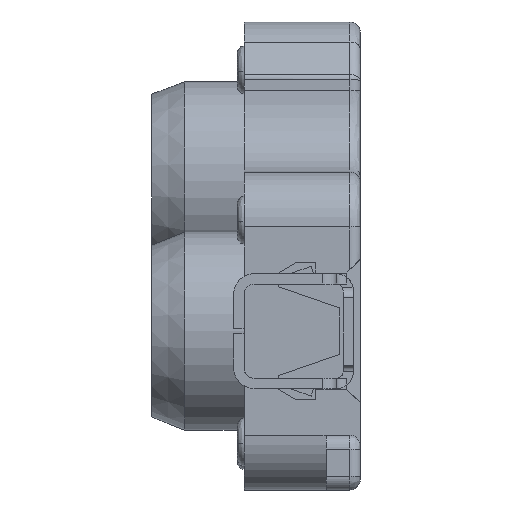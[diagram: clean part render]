
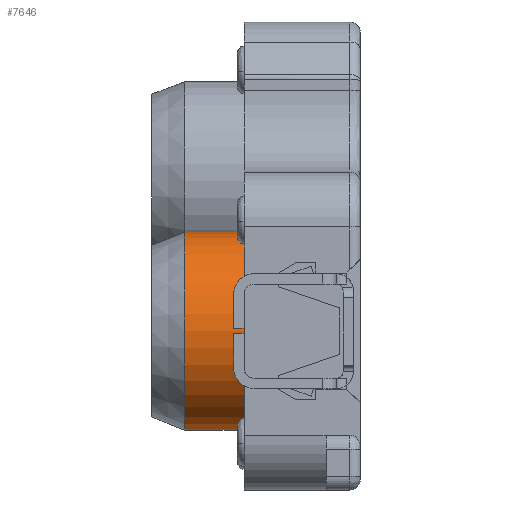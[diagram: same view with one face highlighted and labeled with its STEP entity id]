
A CAD part, front view. The second image highlights one B-rep face of the part: STEP entity #7646.
In plain terms, the highlighted cylindrical face has radius 1.45 mm (diameter 2.9 mm), a partial arc.
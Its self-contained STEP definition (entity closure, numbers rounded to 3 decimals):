
#118 = DIRECTION ( 'NONE',  ( -1., 0., 0. ) ) ;
#656 = ORIENTED_EDGE ( 'NONE', *, *, #13294, .F. ) ;
#706 = CARTESIAN_POINT ( 'NONE',  ( 1.1, 8.625, -0.225 ) ) ;
#784 = CARTESIAN_POINT ( 'NONE',  ( 1.965, 8.625, -1.675 ) ) ;
#1205 = CIRCLE ( 'NONE', #13254, 1.45 ) ;
#1220 = CYLINDRICAL_SURFACE ( 'NONE', #12730, 1.45 ) ;
#1753 = CARTESIAN_POINT ( 'NONE',  ( 1.965, 8.625, -0.225 ) ) ;
#1906 = VERTEX_POINT ( 'NONE', #1753 ) ;
#2484 = VERTEX_POINT ( 'NONE', #12680 ) ;
#2513 = DIRECTION ( 'NONE',  ( 1., 0., 0. ) ) ;
#2945 = DIRECTION ( 'NONE',  ( 0., 0., -1. ) ) ;
#2991 = DIRECTION ( 'NONE',  ( 1., 0., 0. ) ) ;
#3922 = VECTOR ( 'NONE', #2513, 1000. ) ;
#4029 = CARTESIAN_POINT ( 'NONE',  ( 1., 8.625, -1.675 ) ) ;
#4629 = LINE ( 'NONE', #9925, #3922 ) ;
#4701 = VERTEX_POINT ( 'NONE', #13527 ) ;
#4995 = ORIENTED_EDGE ( 'NONE', *, *, #7192, .T. ) ;
#6076 = DIRECTION ( 'NONE',  ( 0., 0., -1. ) ) ;
#6717 = CARTESIAN_POINT ( 'NONE',  ( 1., 8.625, -3.125 ) ) ;
#6747 = EDGE_CURVE ( 'NONE', #4701, #2484, #12129, .T. ) ;
#6794 = ORIENTED_EDGE ( 'NONE', *, *, #6747, .F. ) ;
#6848 = DIRECTION ( 'NONE',  ( 1., 0., 0. ) ) ;
#7192 = EDGE_CURVE ( 'NONE', #10334, #1906, #4629, .T. ) ;
#7646 = ADVANCED_FACE ( 'NONE', ( #9717 ), #1220, .T. ) ;
#8740 = CIRCLE ( 'NONE', #9484, 1.45 ) ;
#8921 = DIRECTION ( 'NONE',  ( 0., 0., -1. ) ) ;
#9198 = ORIENTED_EDGE ( 'NONE', *, *, #11666, .T. ) ;
#9484 = AXIS2_PLACEMENT_3D ( 'NONE', #784, #10541, #6076 ) ;
#9717 = FACE_OUTER_BOUND ( 'NONE', #13803, .T. ) ;
#9925 = CARTESIAN_POINT ( 'NONE',  ( 1., 8.625, -0.225 ) ) ;
#10334 = VERTEX_POINT ( 'NONE', #706 ) ;
#10541 = DIRECTION ( 'NONE',  ( -1., 0., 0. ) ) ;
#11666 = EDGE_CURVE ( 'NONE', #1906, #2484, #8740, .T. ) ;
#11961 = VECTOR ( 'NONE', #6848, 1000. ) ;
#12129 = LINE ( 'NONE', #6717, #11961 ) ;
#12680 = CARTESIAN_POINT ( 'NONE',  ( 1.965, 8.625, -3.125 ) ) ;
#12730 = AXIS2_PLACEMENT_3D ( 'NONE', #4029, #2991, #2945 ) ;
#13070 = CARTESIAN_POINT ( 'NONE',  ( 1.1, 8.625, -1.675 ) ) ;
#13254 = AXIS2_PLACEMENT_3D ( 'NONE', #13070, #118, #8921 ) ;
#13294 = EDGE_CURVE ( 'NONE', #10334, #4701, #1205, .T. ) ;
#13527 = CARTESIAN_POINT ( 'NONE',  ( 1.1, 8.625, -3.125 ) ) ;
#13803 = EDGE_LOOP ( 'NONE', ( #656, #4995, #9198, #6794 ) ) ;
